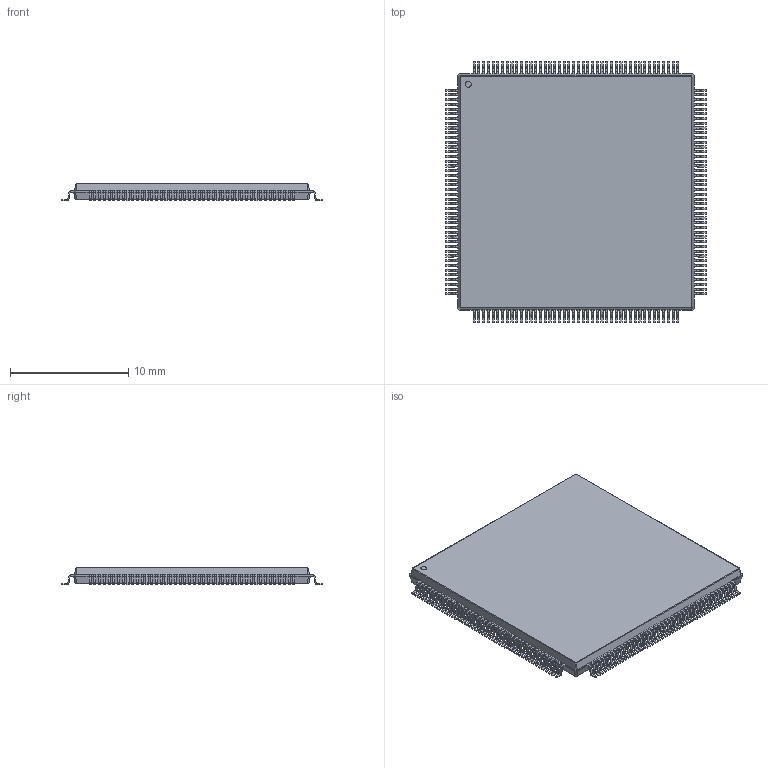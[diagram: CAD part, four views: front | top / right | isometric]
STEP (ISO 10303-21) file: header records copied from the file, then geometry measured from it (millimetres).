
FILE_DESCRIPTION(/* description */ ('model of LQFP-176_20x20mm_P0.4mm'),/* implementation_level */ '2;1');
FILE_NAME(/* name */ 'LQFP-176_20x20mm_P0.4mm.step',/* time_stamp */ '1970-01-01T00:00:00',/* author */ ('KiCAD','kicad'),/* organization */ ('OCCT'),/* preprocessor_version */ '',/* originating_system */ 'KiCAD',/* authorisation */ '');
FILE_SCHEMA(('AUTOMOTIVE_DESIGN { 1 0 10303 214 1 1 1 1 }'));
Length unit declared in the file: millimetre
Products named in the file (1): LQFP-176_20x20mm_P0.4mm
Bounding box: 22 x 22 x 1.5 mm (x, y, z)
Volume: 553.7 mm3; surface area: 1042.4 mm2
Topology: 1 solids, 1 shells, 2675 faces, 7297 edges, 4625 vertices
Faces by surface type: plane 1947, cylinder 704, bspline 24
Entity records: 53712 total; most frequent: ORIENTED_EDGE 12466, EDGE_CURVE 7297, CARTESIAN_POINT 6625, VERTEX_POINT 4625, LINE 4608, AXIS2_PLACEMENT_3D 3490, FACE_BOUND 2676, EDGE_LOOP 2676
